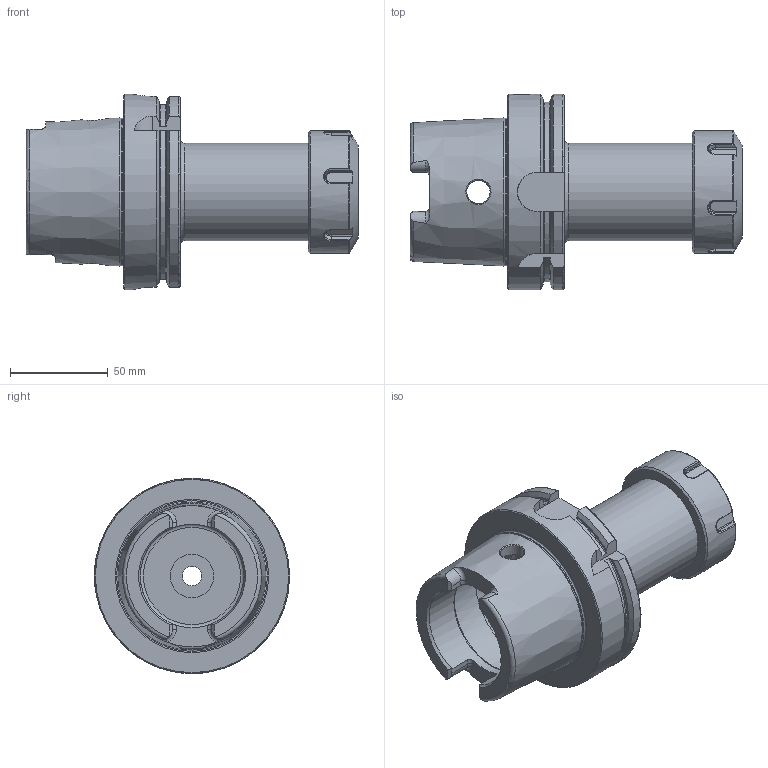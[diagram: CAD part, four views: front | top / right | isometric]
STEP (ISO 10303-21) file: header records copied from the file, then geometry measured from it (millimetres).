
FILE_DESCRIPTION(/* description */ (''),/* implementation_level */ '2;1');
FILE_NAME(/* name */ 'BR018.stp',/* time_stamp */ '2021-02-26T10:41:13+09:00',/* author */ ('eos'),/* organization */ (''),/* preprocessor_version */ 'ST-DEVELOPER v18.1',/* originating_system */ 'Autodesk Inventor 2020',/* authorisation */ '');
FILE_SCHEMA (('AUTOMOTIVE_DESIGN { 1 0 10303 214 3 1 1 }'));
Length unit declared in the file: millimetre
Products named in the file (3): HSK100A-ER40-4.72; HSK63A; ER40NUT
Assembly tree (2 placements, depth 2):
  HSK100A-ER40-4.72
    HSK63A
    ER40NUT
Bounding box: 170 x 100 x 100 mm (x, y, z)
Volume: 380778.8 mm3; surface area: 81004.8 mm2
Topology: 2 solids, 2 shells, 201 faces, 557 edges, 370 vertices
Faces by surface type: plane 75, cylinder 53, torus 38, cone 27, bspline 8
Full cylindrical faces by diameter (mm): 1.43 x1, 10 x2, 12 x2, 22.376 x1, 25 x1, 26.848 x1, 30 x1, 31 x1, 33.5 x1, 38.9 x1, 41.9 x1, 48.6 x1, 50 x1, 53 x2, 63 x2, 75.415 x1, 100 x1
Entity records: 8351 total; most frequent: CARTESIAN_POINT 3131, ORIENTED_EDGE 1118, DIRECTION 1057, EDGE_CURVE 559, AXIS2_PLACEMENT_3D 434, VERTEX_POINT 372, CIRCLE 228, EDGE_LOOP 219
